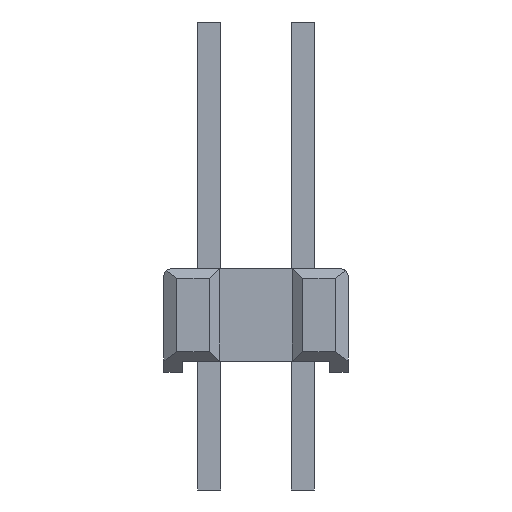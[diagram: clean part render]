
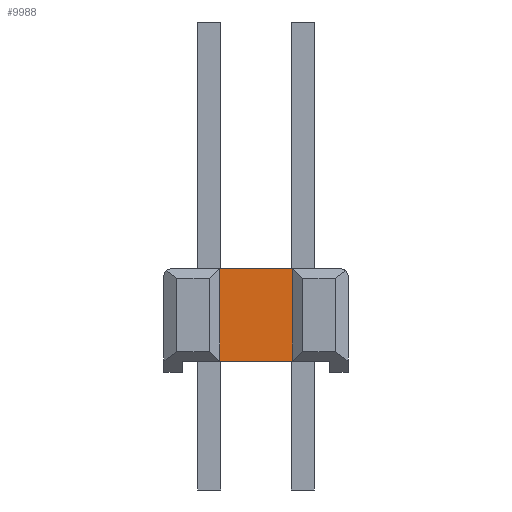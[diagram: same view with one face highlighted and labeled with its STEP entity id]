
A CAD part, left-side view. The second image highlights one B-rep face of the part: STEP entity #9988.
In plain terms, the highlighted planar face has unit normal (-1, 0, 0).
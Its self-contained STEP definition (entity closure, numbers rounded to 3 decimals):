
#166=DIRECTION('',(0.,0.,-1.));
#167=VECTOR('',#166,2.5);
#168=CARTESIAN_POINT('',(-13.72,0.977,0.));
#169=LINE('',#168,#167);
#1130=DIRECTION('',(0.,1.,0.));
#1131=VECTOR('',#1130,1.954);
#1132=CARTESIAN_POINT('',(-13.72,-0.977,0.));
#1133=LINE('',#1132,#1131);
#1866=DIRECTION('',(0.,1.,0.));
#1867=VECTOR('',#1866,1.954);
#1868=CARTESIAN_POINT('',(-13.72,-0.977,-2.5));
#1869=LINE('',#1868,#1867);
#3334=DIRECTION('',(0.,0.,-1.));
#3335=VECTOR('',#3334,2.5);
#3336=CARTESIAN_POINT('',(-13.72,-0.977,0.));
#3337=LINE('',#3336,#3335);
#5430=CARTESIAN_POINT('',(-13.72,-0.977,-2.5));
#5431=CARTESIAN_POINT('',(-13.72,0.977,-2.5));
#5432=VERTEX_POINT('',#5430);
#5433=VERTEX_POINT('',#5431);
#5434=CARTESIAN_POINT('',(-13.72,-0.977,0.));
#5435=CARTESIAN_POINT('',(-13.72,0.977,0.));
#5436=VERTEX_POINT('',#5434);
#5437=VERTEX_POINT('',#5435);
#9977=CARTESIAN_POINT('',(-13.72,-0.977,0.));
#9978=DIRECTION('',(1.,0.,0.));
#9979=DIRECTION('',(0.,1.,0.));
#9980=AXIS2_PLACEMENT_3D('',#9977,#9978,#9979);
#9981=PLANE('',#9980);
#9982=ORIENTED_EDGE('',*,*,#8225,.T.);
#9983=ORIENTED_EDGE('',*,*,#6172,.F.);
#9984=ORIENTED_EDGE('',*,*,#7428,.F.);
#9985=ORIENTED_EDGE('',*,*,#6220,.T.);
#9986=EDGE_LOOP('',(#9982,#9983,#9984,#9985));
#9987=FACE_OUTER_BOUND('',#9986,.F.);
#6172=EDGE_CURVE('',#5437,#5433,#169,.T.);
#6220=EDGE_CURVE('',#5436,#5432,#3337,.T.);
#7428=EDGE_CURVE('',#5436,#5437,#1133,.T.);
#8225=EDGE_CURVE('',#5432,#5433,#1869,.T.);
#9988=ADVANCED_FACE('',(#9987),#9981,.F.);
